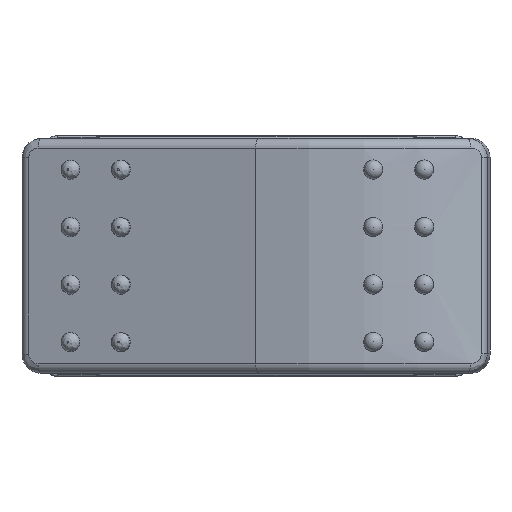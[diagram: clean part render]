
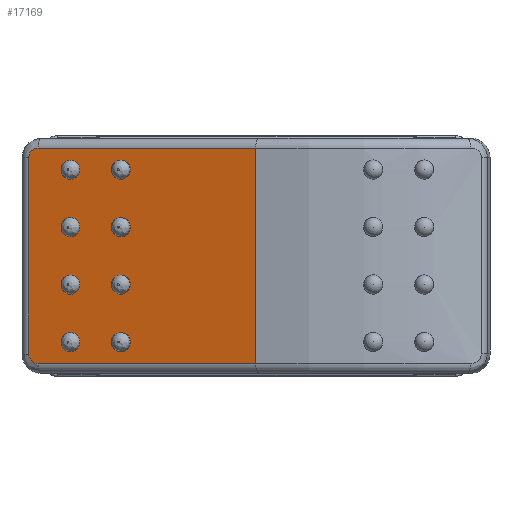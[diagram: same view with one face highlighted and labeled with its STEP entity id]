
A CAD part, top view. The second image highlights one B-rep face of the part: STEP entity #17169.
In plain terms, the highlighted planar face has unit normal (-0.294, 0, 0.956).
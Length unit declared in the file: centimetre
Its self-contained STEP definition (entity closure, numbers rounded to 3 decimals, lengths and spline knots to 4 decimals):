
#417=FACE_BOUND('',#5612,.T.);
#418=FACE_BOUND('',#5613,.T.);
#419=FACE_BOUND('',#5614,.T.);
#420=FACE_BOUND('',#5615,.T.);
#421=FACE_BOUND('',#5616,.T.);
#422=FACE_BOUND('',#5617,.T.);
#423=FACE_BOUND('',#5618,.T.);
#424=FACE_BOUND('',#5619,.T.);
#499=ELLIPSE('',#18217,0.101,0.1);
#502=ELLIPSE('',#18225,0.101,0.1);
#806=LINE('',#26074,#2441);
#838=LINE('',#26671,#2473);
#840=LINE('',#26707,#2475);
#841=LINE('',#26709,#2476);
#2441=VECTOR('',#19893,1.);
#2473=VECTOR('',#20111,1.);
#2475=VECTOR('',#20125,1.);
#2476=VECTOR('',#20128,1.);
#4070=PLANE('',#18254);
#4629=FACE_OUTER_BOUND('',#5611,.T.);
#5611=EDGE_LOOP('',(#12112,#12113,#12114,#12115,#12116,#12117));
#5612=EDGE_LOOP('',(#12118));
#5613=EDGE_LOOP('',(#12119));
#5614=EDGE_LOOP('',(#12120));
#5615=EDGE_LOOP('',(#12121));
#5616=EDGE_LOOP('',(#12122));
#5617=EDGE_LOOP('',(#12123));
#5618=EDGE_LOOP('',(#12124));
#5619=EDGE_LOOP('',(#12125));
#6618=CIRCLE('',#18139,0.1);
#6623=CIRCLE('',#18146,0.1);
#6628=CIRCLE('',#18153,0.1);
#6633=CIRCLE('',#18160,0.1);
#6638=CIRCLE('',#18167,0.1);
#6643=CIRCLE('',#18174,0.1);
#6648=CIRCLE('',#18181,0.1);
#6653=CIRCLE('',#18188,0.1);
#7408=VERTEX_POINT('',#26071);
#7409=VERTEX_POINT('',#26073);
#7421=VERTEX_POINT('',#26218);
#7425=VERTEX_POINT('',#26257);
#7429=VERTEX_POINT('',#26296);
#7433=VERTEX_POINT('',#26335);
#7437=VERTEX_POINT('',#26374);
#7441=VERTEX_POINT('',#26413);
#7445=VERTEX_POINT('',#26452);
#7449=VERTEX_POINT('',#26491);
#7472=VERTEX_POINT('',#26661);
#7473=VERTEX_POINT('',#26663);
#7475=VERTEX_POINT('',#26697);
#7477=VERTEX_POINT('',#26701);
#9145=EDGE_CURVE('',#7408,#7409,#806,.T.);
#9160=EDGE_CURVE('',#7421,#7421,#6618,.T.);
#9166=EDGE_CURVE('',#7425,#7425,#6623,.T.);
#9172=EDGE_CURVE('',#7429,#7429,#6628,.T.);
#9178=EDGE_CURVE('',#7433,#7433,#6633,.T.);
#9184=EDGE_CURVE('',#7437,#7437,#6638,.T.);
#9190=EDGE_CURVE('',#7441,#7441,#6643,.T.);
#9196=EDGE_CURVE('',#7445,#7445,#6648,.T.);
#9202=EDGE_CURVE('',#7449,#7449,#6653,.T.);
#9243=EDGE_CURVE('',#7472,#7473,#499,.T.);
#9247=EDGE_CURVE('',#7409,#7472,#838,.T.);
#9251=EDGE_CURVE('',#7477,#7475,#502,.T.);
#9253=EDGE_CURVE('',#7475,#7408,#840,.T.);
#9254=EDGE_CURVE('',#7473,#7477,#841,.T.);
#12112=ORIENTED_EDGE('',*,*,#9243,.F.);
#12113=ORIENTED_EDGE('',*,*,#9247,.F.);
#12114=ORIENTED_EDGE('',*,*,#9145,.F.);
#12115=ORIENTED_EDGE('',*,*,#9253,.F.);
#12116=ORIENTED_EDGE('',*,*,#9251,.F.);
#12117=ORIENTED_EDGE('',*,*,#9254,.F.);
#12118=ORIENTED_EDGE('',*,*,#9184,.T.);
#12119=ORIENTED_EDGE('',*,*,#9172,.T.);
#12120=ORIENTED_EDGE('',*,*,#9166,.T.);
#12121=ORIENTED_EDGE('',*,*,#9160,.T.);
#12122=ORIENTED_EDGE('',*,*,#9202,.T.);
#12123=ORIENTED_EDGE('',*,*,#9196,.T.);
#12124=ORIENTED_EDGE('',*,*,#9178,.T.);
#12125=ORIENTED_EDGE('',*,*,#9190,.T.);
#17169=ADVANCED_FACE('',(#4629,#417,#418,#419,#420,#421,#422,#423,#424),
#4070,.T.);
#18139=AXIS2_PLACEMENT_3D('',#26220,#19916,#19917);
#18146=AXIS2_PLACEMENT_3D('',#26259,#19931,#19932);
#18153=AXIS2_PLACEMENT_3D('',#26298,#19946,#19947);
#18160=AXIS2_PLACEMENT_3D('',#26337,#19961,#19962);
#18167=AXIS2_PLACEMENT_3D('',#26376,#19976,#19977);
#18174=AXIS2_PLACEMENT_3D('',#26415,#19991,#19992);
#18181=AXIS2_PLACEMENT_3D('',#26454,#20006,#20007);
#18188=AXIS2_PLACEMENT_3D('',#26493,#20021,#20022);
#18217=AXIS2_PLACEMENT_3D('',#26664,#20100,#20101);
#18225=AXIS2_PLACEMENT_3D('',#26703,#20118,#20119);
#18254=AXIS2_PLACEMENT_3D('',#26760,#20194,#20195);
#19893=DIRECTION('',(0.,-1.,0.));
#19916=DIRECTION('center_axis',(0.295,0.,
-0.956));
#19917=DIRECTION('ref_axis',(-0.956,0.,-0.295));
#19931=DIRECTION('center_axis',(0.295,0.,
-0.956));
#19932=DIRECTION('ref_axis',(-0.956,0.,-0.295));
#19946=DIRECTION('center_axis',(0.295,0.,
-0.956));
#19947=DIRECTION('ref_axis',(-0.956,0.,-0.295));
#19961=DIRECTION('center_axis',(0.295,0.,
-0.956));
#19962=DIRECTION('ref_axis',(-0.956,0.,-0.295));
#19976=DIRECTION('center_axis',(0.295,0.,
-0.956));
#19977=DIRECTION('ref_axis',(-0.956,0.,-0.295));
#19991=DIRECTION('center_axis',(0.295,0.,
-0.956));
#19992=DIRECTION('ref_axis',(-0.956,0.,-0.295));
#20006=DIRECTION('center_axis',(0.295,0.,
-0.956));
#20007=DIRECTION('ref_axis',(-0.956,0.,-0.295));
#20021=DIRECTION('center_axis',(0.295,0.,
-0.956));
#20022=DIRECTION('ref_axis',(-0.956,0.,-0.295));
#20100=DIRECTION('center_axis',(0.295,0.,
-0.956));
#20101=DIRECTION('ref_axis',(-0.956,0.,-0.295));
#20111=DIRECTION('',(-0.956,0.,-0.295));
#20118=DIRECTION('center_axis',(0.295,0.,
-0.956));
#20119=DIRECTION('ref_axis',(-0.956,0.,-0.295));
#20125=DIRECTION('',(0.956,0.,0.295));
#20128=DIRECTION('',(0.,1.,0.));
#20194=DIRECTION('center_axis',(-0.295,0.,
0.956));
#20195=DIRECTION('ref_axis',(0.,-1.,0.));
#26071=CARTESIAN_POINT('',(-0.0082,1.125,4.1794));
#26073=CARTESIAN_POINT('',(-0.0082,-1.125,4.1794));
#26074=CARTESIAN_POINT('',(-0.0082,0.,4.1794));
#26218=CARTESIAN_POINT('',(-1.8429,0.9,3.6139));
#26220=CARTESIAN_POINT('Origin',(-1.9385,0.9,3.5844));
#26257=CARTESIAN_POINT('',(-1.3173,0.9,3.7759));
#26259=CARTESIAN_POINT('Origin',(-1.4129,0.9,3.7464));
#26296=CARTESIAN_POINT('',(-1.3173,0.3,3.7759));
#26298=CARTESIAN_POINT('Origin',(-1.4129,0.3,3.7464));
#26335=CARTESIAN_POINT('',(-1.3173,-0.3,3.7759));
#26337=CARTESIAN_POINT('Origin',(-1.4129,-0.3,3.7464));
#26374=CARTESIAN_POINT('',(-1.3173,-0.9,3.7759));
#26376=CARTESIAN_POINT('Origin',(-1.4129,-0.9,3.7464));
#26413=CARTESIAN_POINT('',(-1.8429,-0.9,3.6139));
#26415=CARTESIAN_POINT('Origin',(-1.9385,-0.9,3.5844));
#26452=CARTESIAN_POINT('',(-1.8429,-0.3,3.6139));
#26454=CARTESIAN_POINT('Origin',(-1.9385,-0.3,3.5844));
#26491=CARTESIAN_POINT('',(-1.8429,0.3,3.6139));
#26493=CARTESIAN_POINT('Origin',(-1.9385,0.3,3.5844));
#26661=CARTESIAN_POINT('',(-2.2811,-1.125,3.4788));
#26663=CARTESIAN_POINT('',(-2.3776,-1.025,3.4491));
#26664=CARTESIAN_POINT('Origin',(-2.2811,-1.025,3.4788));
#26671=CARTESIAN_POINT('',(-1.3212,-1.125,3.7747));
#26697=CARTESIAN_POINT('',(-2.2811,1.125,3.4788));
#26701=CARTESIAN_POINT('',(-2.3776,1.025,3.4491));
#26703=CARTESIAN_POINT('Origin',(-2.2811,1.025,3.4788));
#26707=CARTESIAN_POINT('',(-1.3212,1.125,3.7747));
#26709=CARTESIAN_POINT('',(-2.3776,0.,3.4491));
#26760=CARTESIAN_POINT('Origin',(-2.4605,0.,
3.4235));
